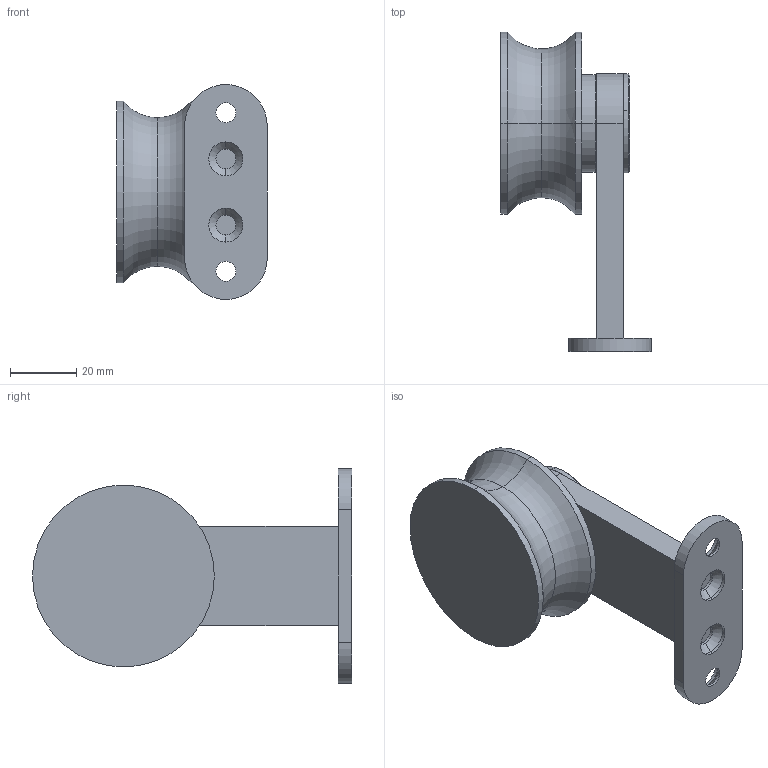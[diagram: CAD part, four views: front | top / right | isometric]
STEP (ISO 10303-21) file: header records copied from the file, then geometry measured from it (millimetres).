
FILE_DESCRIPTION (( 'STEP AP203' ), '1' );
FILE_NAME ('WS_P9100-1-i.STEP', '2019-04-16T05:42:16', ( '' ), ( '' ), 'SwSTEP 2.0', 'SolidWorks 2018', '' );
FILE_SCHEMA (( 'CONFIG_CONTROL_DESIGN' ));
Length unit declared in the file: millimetre
Products named in the file (7): WS_P9100-1-i P08; WS_P9100-1-i; WS_P9100-1-i P06; WS_P9100-1-i P01; WS_P9100-1-i P07 Z; WS_P9100-1-i P07-2; WS_P9100-1-i P07
Assembly tree (6 placements, depth 3):
  WS_P9100-1-i
    WS_P9100-1-i P07 Z
      WS_P9100-1-i P07
      WS_P9100-1-i P07-2
    WS_P9100-1-i P08
    WS_P9100-1-i P06
    WS_P9100-1-i P01
Bounding box: 45.5 x 96.5 x 65 mm (x, y, z)
Volume: 58907.7 mm3; surface area: 32563.6 mm2
Topology: 6 solids, 6 shells, 89 faces, 184 edges, 114 vertices
Faces by surface type: cylinder 45, plane 24, cone 16, torus 4
Entity records: 3149 total; most frequent: DIRECTION 490, CARTESIAN_POINT 397, ORIENTED_EDGE 368, AXIS2_PLACEMENT_3D 207, EDGE_CURVE 184, VERTEX_POINT 114, EDGE_LOOP 110, CIRCLE 108
